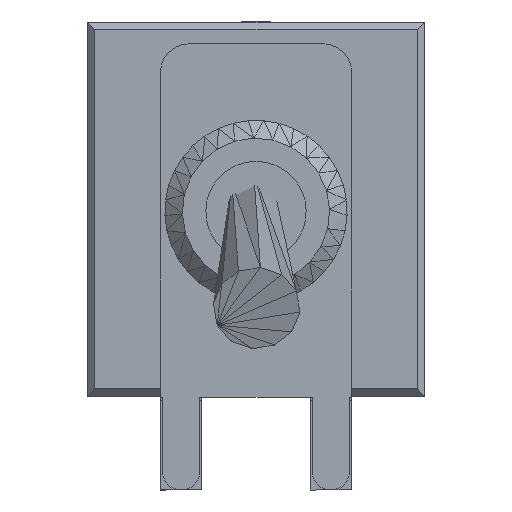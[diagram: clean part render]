
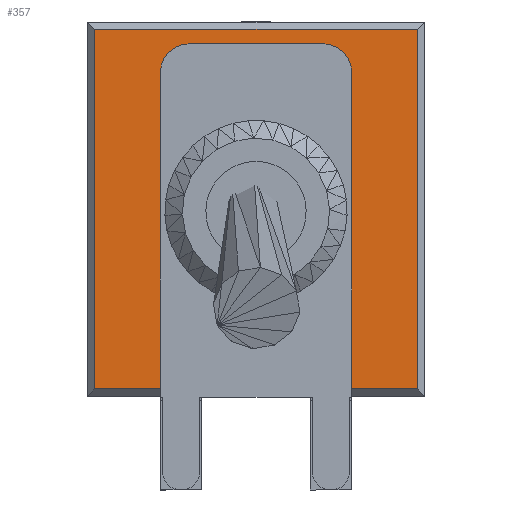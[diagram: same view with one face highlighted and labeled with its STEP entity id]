
A CAD part, front view. The second image highlights one B-rep face of the part: STEP entity #357.
In plain terms, the highlighted planar face has unit normal (0, -1, 0).
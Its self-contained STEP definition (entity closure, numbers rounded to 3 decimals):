
#357=ADVANCED_FACE('',(#967),#10109,.T.);
#967=FACE_OUTER_BOUND('',#1577,.T.);
#1577=EDGE_LOOP('',(#2677,#2678,#2679,#2680));
#2677=ORIENTED_EDGE('',*,*,#5622,.F.);
#2678=ORIENTED_EDGE('',*,*,#5586,.T.);
#2679=ORIENTED_EDGE('',*,*,#5618,.T.);
#2680=ORIENTED_EDGE('',*,*,#5615,.T.);
#5586=EDGE_CURVE('',#9015,#9016,#7331,.T.);
#5615=EDGE_CURVE('',#9045,#9043,#7360,.T.);
#5618=EDGE_CURVE('',#9016,#9045,#7363,.T.);
#5622=EDGE_CURVE('',#9015,#9043,#7367,.T.);
#7331=B_SPLINE_CURVE_WITH_KNOTS('',1,(#12867,#12868),.UNSPECIFIED.,.F.,
 .F.,(2,2),(0.017,0.447),.UNSPECIFIED.);
#7360=B_SPLINE_CURVE_WITH_KNOTS('',1,(#12925,#12926),.UNSPECIFIED.,.F.,
 .F.,(2,2),(0.484,0.914),.UNSPECIFIED.);
#7363=B_SPLINE_CURVE_WITH_KNOTS('',1,(#12931,#12932),.UNSPECIFIED.,.F.,
 .F.,(2,2),(0.534,1.014),.UNSPECIFIED.);
#7367=B_SPLINE_CURVE_WITH_KNOTS('',1,(#12939,#12940),.UNSPECIFIED.,.F.,
 .F.,(2,2),(-0.48,0.),.UNSPECIFIED.);
#9015=VERTEX_POINT('',#12214);
#9016=VERTEX_POINT('',#12215);
#9043=VERTEX_POINT('',#12242);
#9045=VERTEX_POINT('',#12244);
#10109=PLANE('',#10739);
#10739=AXIS2_PLACEMENT_3D('',#11962,#11351,$);
#11351=DIRECTION('',(0.,-1.,0.));
#11962=CARTESIAN_POINT('',(3.18,22.295,12.501));
#12214=CARTESIAN_POINT('',(14.11,22.295,12.501));
#12215=CARTESIAN_POINT('',(3.18,22.295,12.501));
#12242=CARTESIAN_POINT('',(14.11,22.295,0.301));
#12244=CARTESIAN_POINT('',(3.18,22.295,0.301));
#12867=CARTESIAN_POINT('',(14.11,22.295,12.501));
#12868=CARTESIAN_POINT('',(3.18,22.295,12.501));
#12925=CARTESIAN_POINT('',(3.18,22.295,0.301));
#12926=CARTESIAN_POINT('',(14.11,22.295,0.301));
#12931=CARTESIAN_POINT('',(3.18,22.295,12.501));
#12932=CARTESIAN_POINT('',(3.18,22.295,0.301));
#12939=CARTESIAN_POINT('',(14.11,22.295,12.501));
#12940=CARTESIAN_POINT('',(14.11,22.295,0.301));
